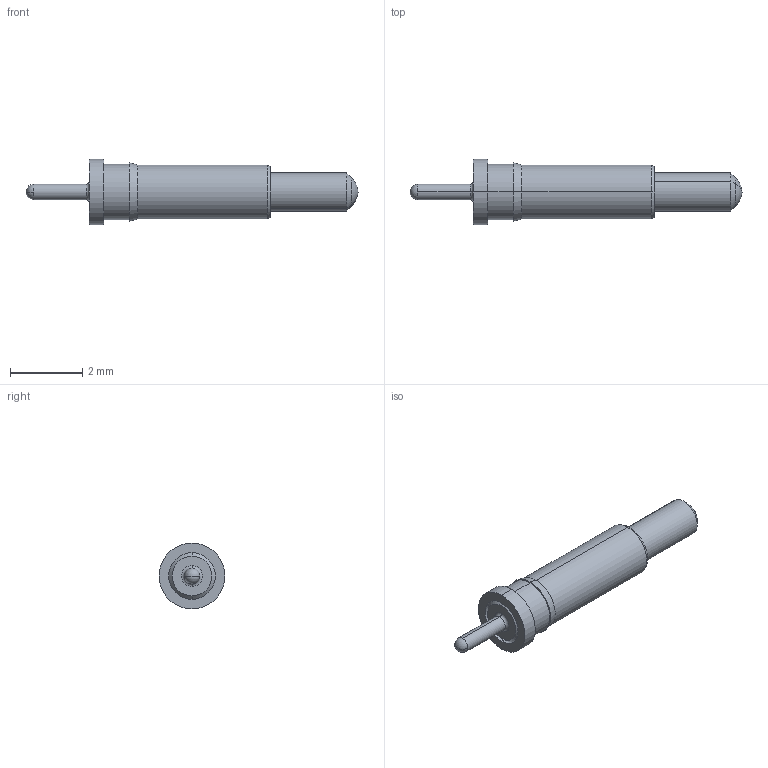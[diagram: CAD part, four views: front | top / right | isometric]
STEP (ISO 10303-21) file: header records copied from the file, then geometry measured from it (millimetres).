
FILE_DESCRIPTION (( 'STEP AP214' ), '1' );
FILE_NAME ('mill-max-0908-2-15-20-75-14-11-0.STEP', '2016-06-06T22:07:18', ( '' ), ( '' ), 'SwSTEP 2.0', 'SolidWorks 2015', '' );
FILE_SCHEMA (( 'AUTOMOTIVE_DESIGN' ));
Length unit declared in the file: inch
Products named in the file (10): mill-max-0908-2-15-20-75-14-11-0_0963-0; mill-max-0908-2-15-20-75-14-11-0; mill-max-0908-2-15-20-75-14-11-0_SPRING_0975-0-00-00-75-14-45-0; mill-max-0908-2-15-20-75-14-11-0_0918-X; mill-max-0908-2-15-20-75-14-11-0_0918-X_0918-7-00-20-00-00-13-0; mill-max-0908-2-15-20-75-14-11-0_0963-0_0963-0-00-20-00-00-13-0; mill-max-0908-2-15-20-75-14-11-0_0954-0; mill-max-0908-2-15-20-75-14-11-0_SPRING; mill-max-0908-2-15-20-75-14-11-0_0954-0_0954-0-00-20-00-00-13-0
Assembly tree (5 placements, depth 2):
  mill-max-0908-2-15-20-75-14-11-0_0963-0
  mill-max-0908-2-15-20-75-14-11-0
    mill-max-0908-2-15-20-75-14-11-0_SPRING
  mill-max-0908-2-15-20-75-14-11-0_0918-X
  mill-max-0908-2-15-20-75-14-11-0
    mill-max-0908-2-15-20-75-14-11-0_0963-0_0963-0-00-20-00-00-13-0
    mill-max-0908-2-15-20-75-14-11-0_0954-0_0954-0-00-20-00-00-13-0
    mill-max-0908-2-15-20-75-14-11-0_SPRING_0975-0-00-00-75-14-45-0
    mill-max-0908-2-15-20-75-14-11-0_0918-X_0918-7-00-20-00-00-13-0
  mill-max-0908-2-15-20-75-14-11-0_0954-0
Bounding box: 9.22 x 1.83 x 1.83 mm (x, y, z)
Volume: 8.5 mm3; surface area: 88 mm2
Topology: 4 solids, 4 shells, 61 faces, 133 edges, 74 vertices
Faces by surface type: cylinder 22, cone 18, plane 9, torus 6, sphere 4, bspline 2
Entity records: 4390 total; most frequent: CARTESIAN_POINT 2773, DIRECTION 336, ORIENTED_EDGE 240, AXIS2_PLACEMENT_3D 148, EDGE_CURVE 120, CIRCLE 78, VERTEX_POINT 72, EDGE_LOOP 68
